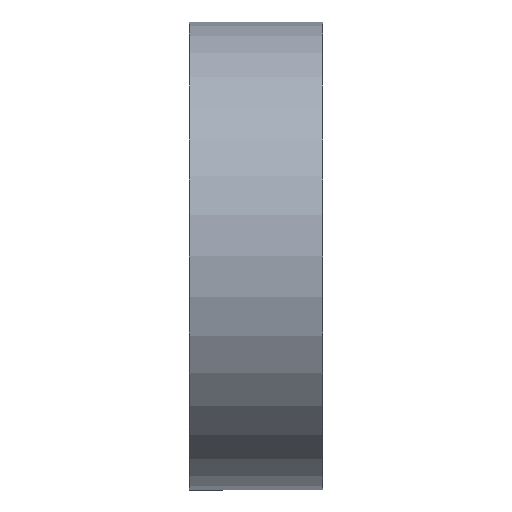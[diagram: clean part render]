
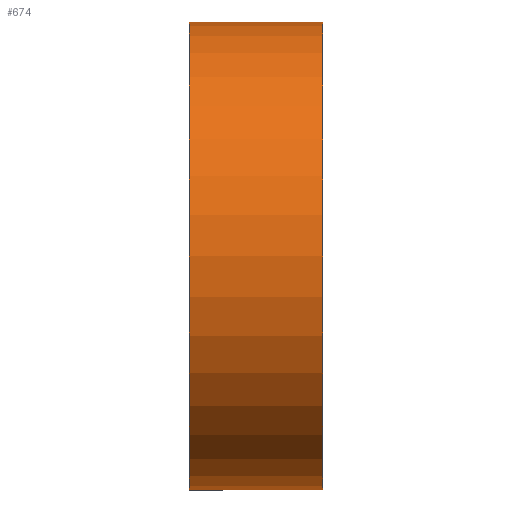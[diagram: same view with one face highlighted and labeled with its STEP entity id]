
A CAD part, front view. The second image highlights one B-rep face of the part: STEP entity #674.
In plain terms, the highlighted cylindrical face has radius 21 mm (diameter 42 mm), a partial arc.
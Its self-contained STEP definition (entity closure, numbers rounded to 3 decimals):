
#3 = DIRECTION ( 'NONE',  ( 1., 0., 0. ) ) ;
#16 = ORIENTED_EDGE ( 'NONE', *, *, #639, .T. ) ;
#37 = VERTEX_POINT ( 'NONE', #491 ) ;
#76 = EDGE_CURVE ( 'NONE', #259, #826, #509, .T. ) ;
#93 = AXIS2_PLACEMENT_3D ( 'NONE', #231, #297, #141 ) ;
#101 = VECTOR ( 'NONE', #105, 1000. ) ;
#105 = DIRECTION ( 'NONE',  ( 1., 0., 0. ) ) ;
#141 = DIRECTION ( 'NONE',  ( 0., 0., -1. ) ) ;
#145 = CARTESIAN_POINT ( 'NONE',  ( 6., 0., 21. ) ) ;
#191 = DIRECTION ( 'NONE',  ( 1., 0., 0. ) ) ;
#231 = CARTESIAN_POINT ( 'NONE',  ( -6., 0., 0. ) ) ;
#259 = VERTEX_POINT ( 'NONE', #549 ) ;
#275 = LINE ( 'NONE', #603, #101 ) ;
#284 = CIRCLE ( 'NONE', #336, 21. ) ;
#291 = ORIENTED_EDGE ( 'NONE', *, *, #823, .F. ) ;
#297 = DIRECTION ( 'NONE',  ( 1., 0., 0. ) ) ;
#336 = AXIS2_PLACEMENT_3D ( 'NONE', #598, #191, #768 ) ;
#405 = DIRECTION ( 'NONE',  ( 1., 0., 0. ) ) ;
#455 = EDGE_CURVE ( 'NONE', #667, #826, #284, .T. ) ;
#491 = CARTESIAN_POINT ( 'NONE',  ( -6., 0., 21. ) ) ;
#507 = ORIENTED_EDGE ( 'NONE', *, *, #455, .F. ) ;
#509 = LINE ( 'NONE', #810, #966 ) ;
#549 = CARTESIAN_POINT ( 'NONE',  ( -6., 0., -21. ) ) ;
#598 = CARTESIAN_POINT ( 'NONE',  ( 6., 0., 0. ) ) ;
#603 = CARTESIAN_POINT ( 'NONE',  ( 0., 0., 21. ) ) ;
#639 = EDGE_CURVE ( 'NONE', #37, #259, #1038, .T. ) ;
#667 = VERTEX_POINT ( 'NONE', #145 ) ;
#674 = ADVANCED_FACE ( 'NONE', ( #798 ), #962, .T. ) ;
#695 = AXIS2_PLACEMENT_3D ( 'NONE', #881, #3, #988 ) ;
#706 = EDGE_LOOP ( 'NONE', ( #291, #16, #892, #507 ) ) ;
#768 = DIRECTION ( 'NONE',  ( 0., 0., -1. ) ) ;
#798 = FACE_OUTER_BOUND ( 'NONE', #706, .T. ) ;
#810 = CARTESIAN_POINT ( 'NONE',  ( 0., 0., -21. ) ) ;
#823 = EDGE_CURVE ( 'NONE', #37, #667, #275, .T. ) ;
#826 = VERTEX_POINT ( 'NONE', #836 ) ;
#836 = CARTESIAN_POINT ( 'NONE',  ( 6., 0., -21. ) ) ;
#881 = CARTESIAN_POINT ( 'NONE',  ( 0., 0., 0. ) ) ;
#892 = ORIENTED_EDGE ( 'NONE', *, *, #76, .T. ) ;
#962 = CYLINDRICAL_SURFACE ( 'NONE', #695, 21. ) ;
#966 = VECTOR ( 'NONE', #405, 1000. ) ;
#988 = DIRECTION ( 'NONE',  ( 0., 0., -1. ) ) ;
#1038 = CIRCLE ( 'NONE', #93, 21. ) ;
